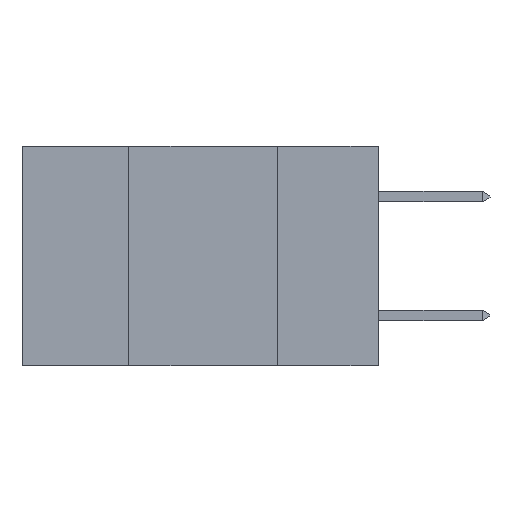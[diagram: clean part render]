
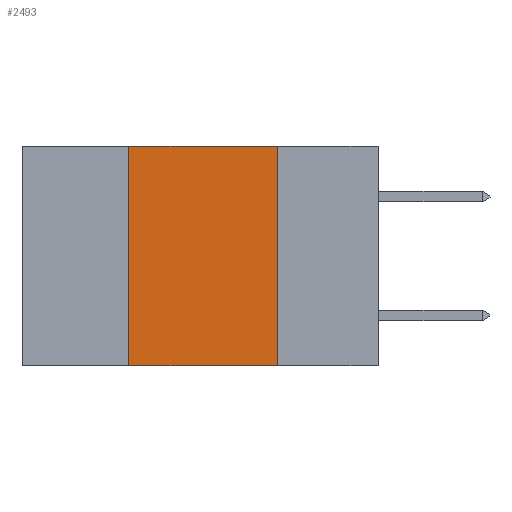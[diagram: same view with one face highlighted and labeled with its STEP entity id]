
A CAD part, left-side view. The second image highlights one B-rep face of the part: STEP entity #2493.
In plain terms, the highlighted planar face has unit normal (-1, 0, 0).
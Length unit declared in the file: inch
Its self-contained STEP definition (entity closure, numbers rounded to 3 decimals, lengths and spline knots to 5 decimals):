
#599 = LINE ( 'NONE', #21472, #6856 ) ;
#681 = DIRECTION ( 'NONE',  ( 0., -1., 0. ) ) ;
#1604 = CARTESIAN_POINT ( 'NONE',  ( 0., 0.17, -0.37 ) ) ;
#2493 = ADVANCED_FACE ( 'NONE', ( #26182 ), #20133, .F. ) ;
#3767 = LINE ( 'NONE', #20151, #5103 ) ;
#4199 = VECTOR ( 'NONE', #15228, 39.37008 ) ;
#4836 = ORIENTED_EDGE ( 'NONE', *, *, #18589, .F. ) ;
#5088 = EDGE_LOOP ( 'NONE', ( #9355, #24377, #4836, #16551 ) ) ;
#5103 = VECTOR ( 'NONE', #7660, 39.37008 ) ;
#5302 = VERTEX_POINT ( 'NONE', #19853 ) ;
#6856 = VECTOR ( 'NONE', #681, 39.37008 ) ;
#7660 = DIRECTION ( 'NONE',  ( 0., 0., -1. ) ) ;
#8955 = VERTEX_POINT ( 'NONE', #1604 ) ;
#9355 = ORIENTED_EDGE ( 'NONE', *, *, #25213, .F. ) ;
#9751 = DIRECTION ( 'NONE',  ( 1., 0., 0. ) ) ;
#11964 = CARTESIAN_POINT ( 'NONE',  ( 0., 0.6, 0. ) ) ;
#12267 = CARTESIAN_POINT ( 'NONE',  ( 0., 0.6, -0.37 ) ) ;
#12614 = CARTESIAN_POINT ( 'NONE',  ( 0., 0.42, -0.37 ) ) ;
#15199 = LINE ( 'NONE', #12267, #4199 ) ;
#15228 = DIRECTION ( 'NONE',  ( 0., -1., 0. ) ) ;
#16320 = VERTEX_POINT ( 'NONE', #12614 ) ;
#16350 = EDGE_CURVE ( 'NONE', #5302, #16402, #599, .T. ) ;
#16402 = VERTEX_POINT ( 'NONE', #17545 ) ;
#16551 = ORIENTED_EDGE ( 'NONE', *, *, #23739, .T. ) ;
#17375 = AXIS2_PLACEMENT_3D ( 'NONE', #11964, #9751, #18378 ) ;
#17480 = LINE ( 'NONE', #23737, #22394 ) ;
#17545 = CARTESIAN_POINT ( 'NONE',  ( 0., 0.17, 0. ) ) ;
#18378 = DIRECTION ( 'NONE',  ( 0., 0., -1. ) ) ;
#18589 = EDGE_CURVE ( 'NONE', #16320, #5302, #17480, .T. ) ;
#19853 = CARTESIAN_POINT ( 'NONE',  ( 0., 0.42, 0. ) ) ;
#20133 = PLANE ( 'NONE',  #17375 ) ;
#20151 = CARTESIAN_POINT ( 'NONE',  ( 0., 0.17, 0. ) ) ;
#21472 = CARTESIAN_POINT ( 'NONE',  ( 0., 0.6, 0. ) ) ;
#22394 = VECTOR ( 'NONE', #25768, 39.37008 ) ;
#23737 = CARTESIAN_POINT ( 'NONE',  ( 0., 0.42, 0. ) ) ;
#23739 = EDGE_CURVE ( 'NONE', #16320, #8955, #15199, .T. ) ;
#24377 = ORIENTED_EDGE ( 'NONE', *, *, #16350, .F. ) ;
#25213 = EDGE_CURVE ( 'NONE', #16402, #8955, #3767, .T. ) ;
#25768 = DIRECTION ( 'NONE',  ( 0., 0., 1. ) ) ;
#26182 = FACE_OUTER_BOUND ( 'NONE', #5088, .T. ) ;
